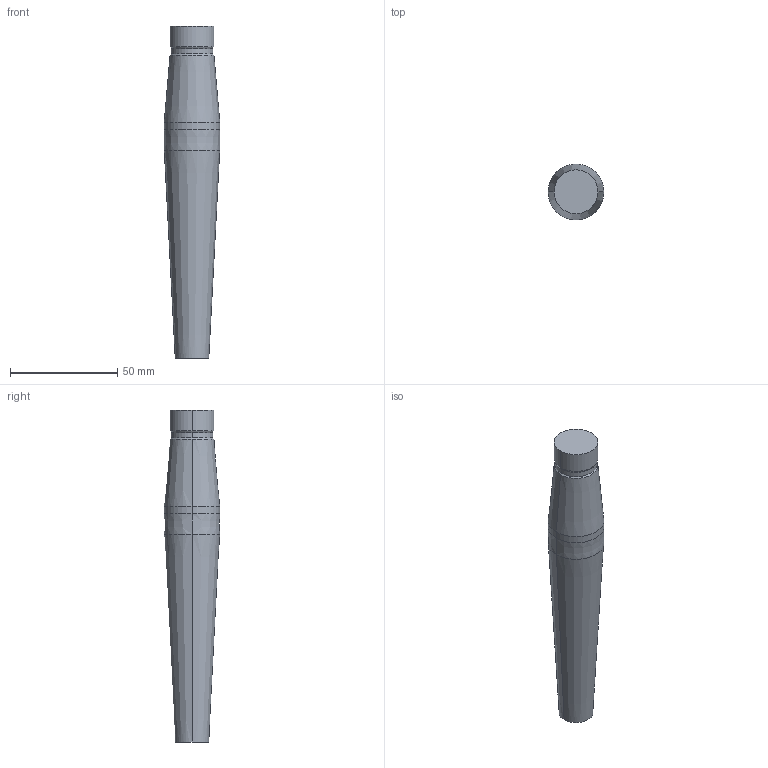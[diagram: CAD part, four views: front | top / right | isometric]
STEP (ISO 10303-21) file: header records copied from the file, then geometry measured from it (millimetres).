
FILE_DESCRIPTION (( 'STEP AP203' ), '1' );
FILE_NAME ('STP-5272-780-A32-433-AA(SATE-258.SFS12.58.433).STEP', '2021-06-23T00:37:13', ( '' ), ( '' ), 'SwSTEP 2.0', 'SolidWorks 2017', '' );
FILE_SCHEMA (( 'CONFIG_CONTROL_DESIGN' ));
Length unit declared in the file: millimetre
Products named in the file (1): STP-5272-780-A32-433-AA(SATE-258.SFS12.58.433)
Bounding box: 26 x 26 x 155 mm (x, y, z)
Volume: 51930 mm3; surface area: 13104 mm2
Topology: 1 solids, 1 shells, 24 faces, 46 edges, 26 vertices
Faces by surface type: cylinder 10, cone 10, plane 4
Entity records: 681 total; most frequent: DIRECTION 122, CARTESIAN_POINT 97, ORIENTED_EDGE 92, AXIS2_PLACEMENT_3D 51, EDGE_CURVE 46, VERTEX_POINT 26, CIRCLE 26, EDGE_LOOP 26
